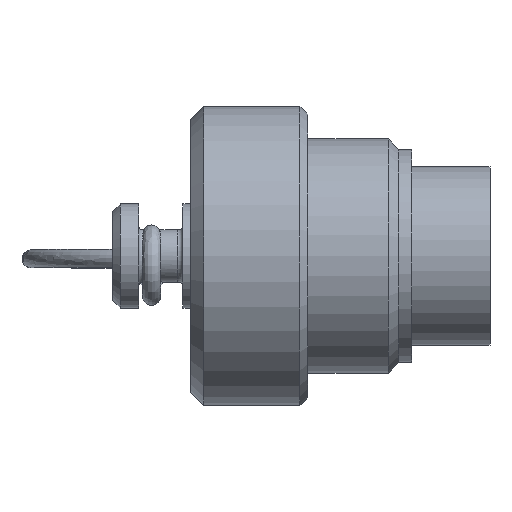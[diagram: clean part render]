
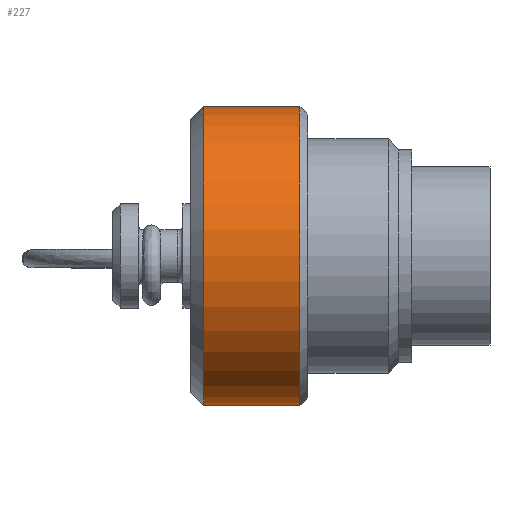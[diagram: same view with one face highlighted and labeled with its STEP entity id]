
A CAD part, top view. The second image highlights one B-rep face of the part: STEP entity #227.
In plain terms, the highlighted cylindrical face has radius 5.75 mm (diameter 11.5 mm), a full revolution.
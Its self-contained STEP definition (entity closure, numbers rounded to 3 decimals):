
#90=FACE_BOUND('',#338,.T.);
#91=FACE_BOUND('',#339,.T.);
#148=CYLINDRICAL_SURFACE('',#894,5.75);
#182=CIRCLE('',#892,5.75);
#183=CIRCLE('',#893,5.75);
#227=ADVANCED_FACE('',(#90,#91),#148,.T.);
#338=EDGE_LOOP('',(#522));
#339=EDGE_LOOP('',(#523));
#522=ORIENTED_EDGE('',*,*,#738,.T.);
#523=ORIENTED_EDGE('',*,*,#739,.T.);
#641=VERTEX_POINT('',#1762);
#642=VERTEX_POINT('',#1764);
#738=EDGE_CURVE('',#641,#641,#182,.T.);
#739=EDGE_CURVE('',#642,#642,#183,.T.);
#892=AXIS2_PLACEMENT_3D('',#1761,#1079,#1080);
#893=AXIS2_PLACEMENT_3D('',#1763,#1081,#1082);
#894=AXIS2_PLACEMENT_3D('',#1765,#1083,#1084);
#1079=DIRECTION('',(-1.,0.,0.));
#1080=DIRECTION('',(0.,0.,-1.));
#1081=DIRECTION('',(1.,0.,0.));
#1082=DIRECTION('',(0.,0.,1.));
#1083=DIRECTION('',(1.,0.,0.));
#1084=DIRECTION('',(0.,0.,-1.));
#1761=CARTESIAN_POINT('',(4.2,0.,0.));
#1762=CARTESIAN_POINT('',(4.2,0.,-5.75));
#1763=CARTESIAN_POINT('',(0.5,0.,0.));
#1764=CARTESIAN_POINT('',(0.5,0.,5.75));
#1765=CARTESIAN_POINT('',(0.,0.,0.));
